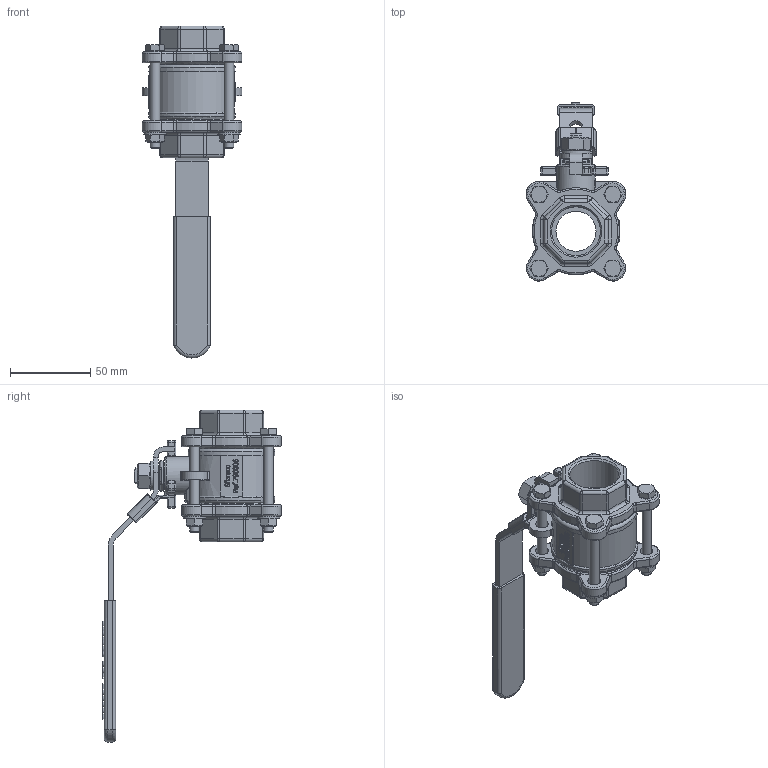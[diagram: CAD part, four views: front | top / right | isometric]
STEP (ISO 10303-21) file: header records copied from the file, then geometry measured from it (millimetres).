
FILE_DESCRIPTION(/* description */ ('790006'),/* implementation_level */ '2;1');
FILE_NAME(/* name */ '790006.stp',/* time_stamp */ '2015-02-11T10:26:34+01:00',/* author */ ('jmorand'),/* organization */ ('Sferaco'),/* preprocessor_version */ 'ST-DEVELOPER v15.6',/* originating_system */ 'Autodesk Inventor 2015',/* authorisation */ '');
FILE_SCHEMA (('AUTOMOTIVE_DESIGN { 1 0 10303 214 3 1 1 }'));
Products named in the file (1): 790006_bd
Bounding box: 61.96 x 110.97 x 206.48 mm (x, y, z)
Volume: 155542.9 mm3; surface area: 55541.2 mm2
Topology: 1 solids, 1 shells, 1550 faces, 3916 edges, 2470 vertices
Faces by surface type: plane 617, bspline 448, cylinder 277, torus 126, cone 48, sphere 34
Full cylindrical faces by diameter (mm): 6 x8, 7.6 x1, 8 x10, 8.4 x4, 10 x5, 10.5 x1, 14 x5, 18 x1, 24 x1, 25 x1, 30.291 x2, 54 x1
Entity records: 51497 total; most frequent: CARTESIAN_POINT 16004, ORIENTED_EDGE 7656, DIRECTION 5790, EDGE_CURVE 3827, VERTEX_POINT 2445, LINE 1960, VECTOR 1960, AXIS2_PLACEMENT_3D 1915
